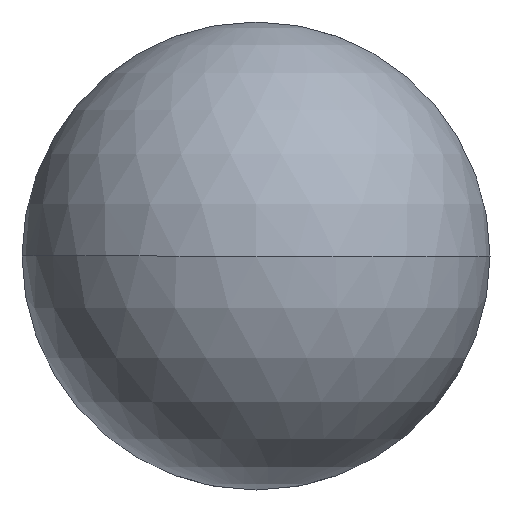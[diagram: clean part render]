
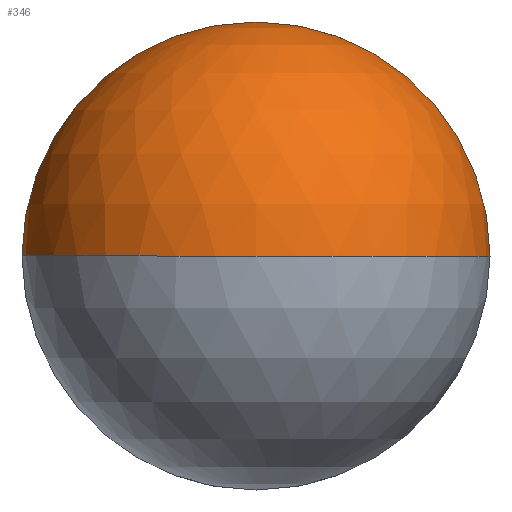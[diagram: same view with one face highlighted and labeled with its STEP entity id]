
A CAD part, front view. The second image highlights one B-rep face of the part: STEP entity #346.
In plain terms, the highlighted spherical face has radius 12.7 mm.
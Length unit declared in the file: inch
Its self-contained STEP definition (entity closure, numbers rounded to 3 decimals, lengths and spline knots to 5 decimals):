
#10 = AXIS2_PLACEMENT_3D ( 'NONE', #65, #243, #97 ) ;
#12 = AXIS2_PLACEMENT_3D ( 'NONE', #152, #280, #159 ) ;
#19 = VERTEX_POINT ( 'NONE', #226 ) ;
#21 = ORIENTED_EDGE ( 'NONE', *, *, #219, .F. ) ;
#26 = CARTESIAN_POINT ( 'NONE',  ( 0., 0.5, 0. ) ) ;
#31 = EDGE_CURVE ( 'NONE', #113, #19, #296, .T. ) ;
#54 = CIRCLE ( 'NONE', #340, 0.5 ) ;
#65 = CARTESIAN_POINT ( 'NONE',  ( 0., 0.5, 0. ) ) ;
#83 = CIRCLE ( 'NONE', #10, 0.5 ) ;
#93 = DIRECTION ( 'NONE',  ( 1., 0., 0. ) ) ;
#97 = DIRECTION ( 'NONE',  ( 0., 0., -1. ) ) ;
#98 = DIRECTION ( 'NONE',  ( -1., 0., 0. ) ) ;
#103 = ORIENTED_EDGE ( 'NONE', *, *, #293, .T. ) ;
#113 = VERTEX_POINT ( 'NONE', #174 ) ;
#142 = DIRECTION ( 'NONE',  ( 0., 0., 1. ) ) ;
#152 = CARTESIAN_POINT ( 'NONE',  ( 0., 0.5, 0. ) ) ;
#153 = AXIS2_PLACEMENT_3D ( 'NONE', #26, #142, #371 ) ;
#154 = VERTEX_POINT ( 'NONE', #259 ) ;
#159 = DIRECTION ( 'NONE',  ( 0., 0., -1. ) ) ;
#174 = CARTESIAN_POINT ( 'NONE',  ( 0.5, 0.5, 0. ) ) ;
#186 = EDGE_LOOP ( 'NONE', ( #190, #103, #21, #333 ) ) ;
#187 = CARTESIAN_POINT ( 'NONE',  ( -0.5, 0.5, 0. ) ) ;
#190 = ORIENTED_EDGE ( 'NONE', *, *, #249, .T. ) ;
#214 = CIRCLE ( 'NONE', #279, 0.5 ) ;
#219 = EDGE_CURVE ( 'NONE', #113, #154, #214, .T. ) ;
#226 = CARTESIAN_POINT ( 'NONE',  ( 0., 0.5, 0.5 ) ) ;
#238 = DIRECTION ( 'NONE',  ( 0., 0., 1. ) ) ;
#243 = DIRECTION ( 'NONE',  ( 0., -1., 0. ) ) ;
#249 = EDGE_CURVE ( 'NONE', #19, #313, #83, .T. ) ;
#259 = CARTESIAN_POINT ( 'NONE',  ( 0., 0., 0. ) ) ;
#270 = CARTESIAN_POINT ( 'NONE',  ( 0., 0.5, 0. ) ) ;
#279 = AXIS2_PLACEMENT_3D ( 'NONE', #270, #322, #98 ) ;
#280 = DIRECTION ( 'NONE',  ( 0., -1., 0. ) ) ;
#293 = EDGE_CURVE ( 'NONE', #313, #154, #54, .T. ) ;
#296 = CIRCLE ( 'NONE', #12, 0.5 ) ;
#309 = FACE_OUTER_BOUND ( 'NONE', #186, .T. ) ;
#313 = VERTEX_POINT ( 'NONE', #187 ) ;
#322 = DIRECTION ( 'NONE',  ( 0., 0., -1. ) ) ;
#333 = ORIENTED_EDGE ( 'NONE', *, *, #31, .T. ) ;
#338 = SPHERICAL_SURFACE ( 'NONE', #153, 0.5 ) ;
#340 = AXIS2_PLACEMENT_3D ( 'NONE', #352, #238, #93 ) ;
#346 = ADVANCED_FACE ( 'NONE', ( #309 ), #338, .T. ) ;
#352 = CARTESIAN_POINT ( 'NONE',  ( 0., 0.5, 0. ) ) ;
#371 = DIRECTION ( 'NONE',  ( 1., 0., 0. ) ) ;
